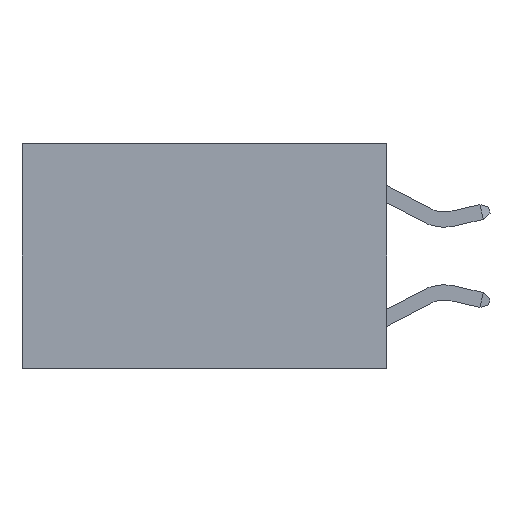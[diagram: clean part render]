
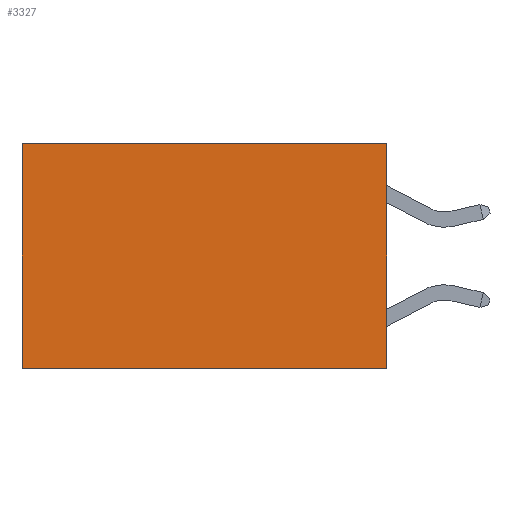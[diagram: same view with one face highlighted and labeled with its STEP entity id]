
A CAD part, left-side view. The second image highlights one B-rep face of the part: STEP entity #3327.
In plain terms, the highlighted planar face has unit normal (-1, 0, 0).
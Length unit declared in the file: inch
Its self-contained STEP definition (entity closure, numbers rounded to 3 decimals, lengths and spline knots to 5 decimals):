
#136 = EDGE_CURVE ( 'NONE', #6753, #4683, #1351, .T. ) ;
#440 = DIRECTION ( 'NONE',  ( 0., 0., -1. ) ) ;
#1076 = ORIENTED_EDGE ( 'NONE', *, *, #4486, .F. ) ;
#1229 = LINE ( 'NONE', #7220, #5641 ) ;
#1351 = LINE ( 'NONE', #1364, #6280 ) ;
#1364 = CARTESIAN_POINT ( 'NONE',  ( 0.2625, 0., 0. ) ) ;
#3059 = DIRECTION ( 'NONE',  ( 0., 0., -1. ) ) ;
#3327 = ADVANCED_FACE ( 'NONE', ( #9460 ), #7549, .F. ) ;
#3850 = VECTOR ( 'NONE', #10443, 39.37008 ) ;
#4144 = AXIS2_PLACEMENT_3D ( 'NONE', #11103, #8477, #3059 ) ;
#4486 = EDGE_CURVE ( 'NONE', #4683, #11126, #6479, .T. ) ;
#4683 = VERTEX_POINT ( 'NONE', #10671 ) ;
#4749 = EDGE_LOOP ( 'NONE', ( #10496, #1076, #6058, #10768 ) ) ;
#5641 = VECTOR ( 'NONE', #8130, 39.37008 ) ;
#6058 = ORIENTED_EDGE ( 'NONE', *, *, #136, .F. ) ;
#6185 = CARTESIAN_POINT ( 'NONE',  ( 0.2625, 0.6, -0.37 ) ) ;
#6280 = VECTOR ( 'NONE', #9931, 39.37008 ) ;
#6479 = LINE ( 'NONE', #9561, #3850 ) ;
#6731 = CARTESIAN_POINT ( 'NONE',  ( 0.2625, 0., 0. ) ) ;
#6753 = VERTEX_POINT ( 'NONE', #6731 ) ;
#7220 = CARTESIAN_POINT ( 'NONE',  ( 0.2625, 0., 0. ) ) ;
#7410 = EDGE_CURVE ( 'NONE', #6753, #9631, #1229, .T. ) ;
#7549 = PLANE ( 'NONE',  #4144 ) ;
#8130 = DIRECTION ( 'NONE',  ( 0., 1., 0. ) ) ;
#8477 = DIRECTION ( 'NONE',  ( 1., 0., 0. ) ) ;
#8929 = EDGE_CURVE ( 'NONE', #9631, #11126, #10446, .T. ) ;
#9460 = FACE_OUTER_BOUND ( 'NONE', #4749, .T. ) ;
#9561 = CARTESIAN_POINT ( 'NONE',  ( 0.2625, 0., -0.37 ) ) ;
#9631 = VERTEX_POINT ( 'NONE', #10627 ) ;
#9931 = DIRECTION ( 'NONE',  ( 0., 0., -1. ) ) ;
#10443 = DIRECTION ( 'NONE',  ( 0., 1., 0. ) ) ;
#10446 = LINE ( 'NONE', #11367, #10727 ) ;
#10496 = ORIENTED_EDGE ( 'NONE', *, *, #8929, .T. ) ;
#10627 = CARTESIAN_POINT ( 'NONE',  ( 0.2625, 0.6, 0. ) ) ;
#10671 = CARTESIAN_POINT ( 'NONE',  ( 0.2625, 0., -0.37 ) ) ;
#10727 = VECTOR ( 'NONE', #440, 39.37008 ) ;
#10768 = ORIENTED_EDGE ( 'NONE', *, *, #7410, .T. ) ;
#11103 = CARTESIAN_POINT ( 'NONE',  ( 0.2625, 0., 0. ) ) ;
#11126 = VERTEX_POINT ( 'NONE', #6185 ) ;
#11367 = CARTESIAN_POINT ( 'NONE',  ( 0.2625, 0.6, 0. ) ) ;
